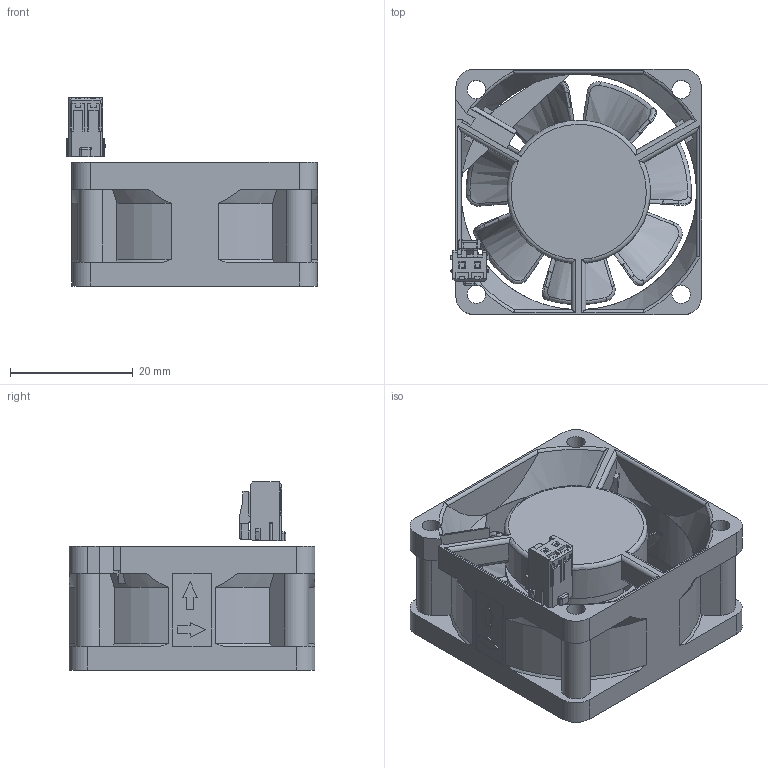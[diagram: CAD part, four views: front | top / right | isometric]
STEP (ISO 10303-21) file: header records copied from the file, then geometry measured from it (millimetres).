
FILE_DESCRIPTION(/* description */ (''),/* implementation_level */ '2;1');
FILE_NAME(/* name */ 'FILE_STP_CAD_DRAWING_3D_EXP8007_prt.stp',/* time_stamp */ '2021-10-22T11:45:34+02:00',/* author */ (''),/* organization */ (''),/* preprocessor_version */ 'ST-DEVELOPER v16.7',/* originating_system */ 'SIEMENS PLM Software NX 12.0',/* authorisation */ '');
FILE_SCHEMA (('AUTOMOTIVE_DESIGN { 1 0 10303 214 3 1 1 1 }'));
Length unit declared in the file: millimetre
Products named in the file (1): 3D_EXP8007
Bounding box: 40.88 x 40 x 30.66 mm (x, y, z)
Surface area: 13269.4 mm2 (no closed solid volume)
Topology: 0 solids, 4 shells, 467 faces, 1460 edges, 964 vertices
Faces by surface type: plane 252, cylinder 88, bspline 74, cone 26, torus 25, sphere 2
Full cylindrical faces by diameter (mm): 3 x4, 15.434 x1, 20.567 x1, 22.933 x1, 23.333 x1, 38.333 x1
Entity records: 26027 total; most frequent: CARTESIAN_POINT 13978, ORIENTED_EDGE 2677, DIRECTION 2153, EDGE_CURVE 1439, VERTEX_POINT 954, LINE 799, VECTOR 799, AXIS2_PLACEMENT_3D 677
